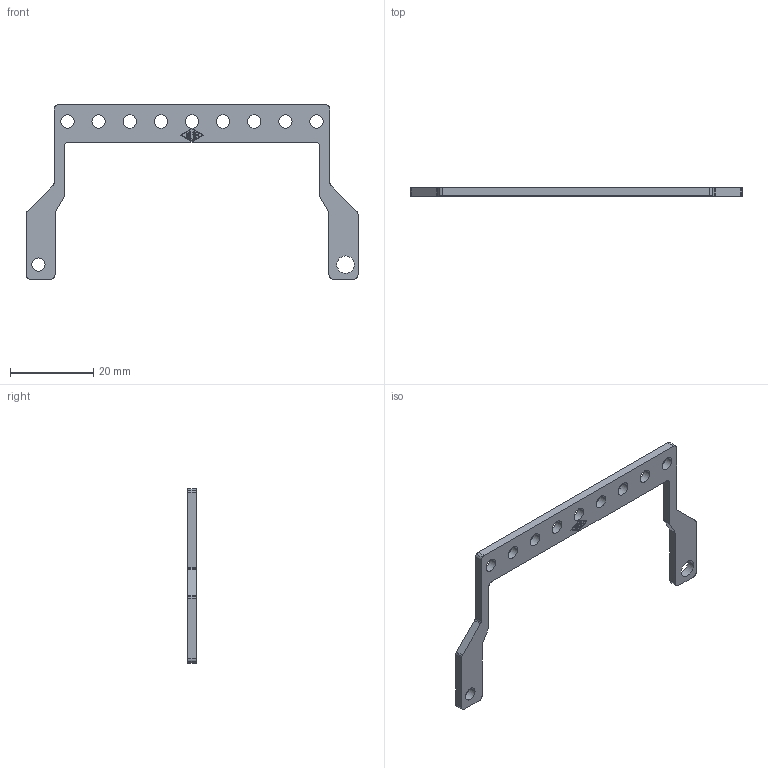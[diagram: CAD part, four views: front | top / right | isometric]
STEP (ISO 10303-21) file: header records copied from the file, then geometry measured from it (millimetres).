
FILE_DESCRIPTION((''),'2;1');
FILE_NAME('CR 16 AT.stp','2007-01-02T17:36:55',('gembarski'),(''),'Autodesk Inventor 7','Autodesk Inventor 7','');
FILE_SCHEMA(('AUTOMOTIVE_DESIGN { 1 0 10303 214 1 1 1 1 }'));
Length unit declared in the file: millimetre
Products named in the file (1): CR 16 AT
Bounding box: 80 x 2 x 42 mm (x, y, z)
Volume: 1694 mm3; surface area: 2524.1 mm2
Topology: 1 solids, 1 shells, 121 faces, 339 edges, 226 vertices
Faces by surface type: plane 55, cylinder 48, bspline 18
Entity records: 4246 total; most frequent: CARTESIAN_POINT 993, DIRECTION 679, ORIENTED_EDGE 678, EDGE_CURVE 339, AXIS2_PLACEMENT_3D 236, VERTEX_POINT 226, VECTOR 207, LINE 207
